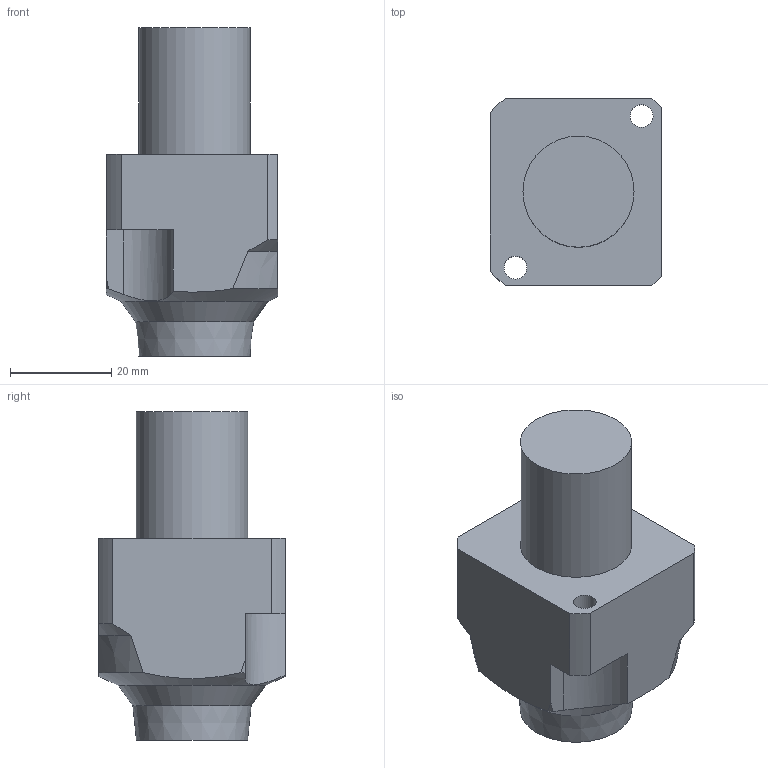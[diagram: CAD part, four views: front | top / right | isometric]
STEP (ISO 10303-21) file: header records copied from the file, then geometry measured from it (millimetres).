
FILE_DESCRIPTION((''),'1');
FILE_NAME('SL22R-HDC10-40.stp','2020-04-07T06:18:09',(''),(''),'Spatial Interop R21 SP3','Kubotek KeyCreator 2011 V10.0.2 (22737)',' ');
FILE_SCHEMA(('automotive_design'));
Length unit declared in the file: millimetre
Products named in the file (1): Unnamed[1]
Bounding box: 34 x 37 x 65 mm (x, y, z)
Volume: 42821.9 mm3; surface area: 10564.1 mm2
Topology: 1 solids, 1 shells, 32 faces, 81 edges, 54 vertices
Faces by surface type: plane 13, cylinder 11, cone 8
Full cylindrical faces by diameter (mm): 4.5 x2, 10 x1, 10.5 x1, 22 x1
Entity records: 1702 total; most frequent: CARTESIAN_POINT 232, DIRECTION 146, ORIENTED_EDGE 140, PRESENTATION_STYLE_ASSIGNMENT 136, COLOUR_RGB 136, STYLED_ITEM 103, CURVE_STYLE 103, DRAUGHTING_PRE_DEFINED_CURVE_FONT 103
